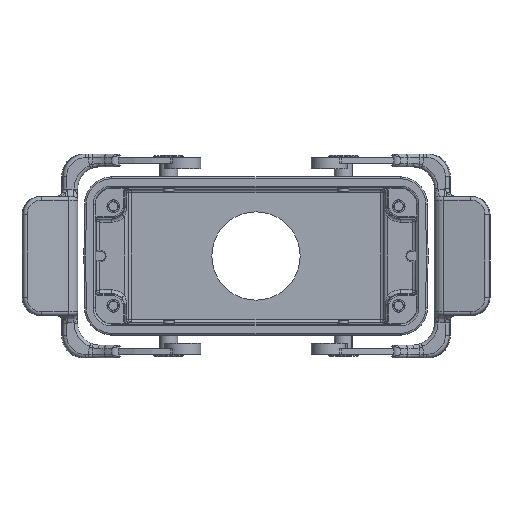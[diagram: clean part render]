
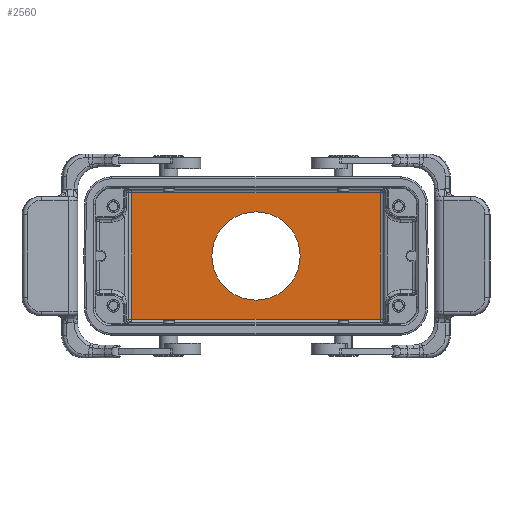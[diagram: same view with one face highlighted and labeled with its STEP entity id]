
A CAD part, front view. The second image highlights one B-rep face of the part: STEP entity #2560.
In plain terms, the highlighted planar face has unit normal (0, -1, 0).
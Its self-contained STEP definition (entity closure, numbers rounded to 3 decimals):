
#762=FACE_BOUND('',#4504,.T.);
#763=FACE_BOUND('',#4505,.T.);
#1759=CIRCLE('',#15044,12.);
#2560=ADVANCED_FACE('',(#762,#763),#2905,.F.);
#2905=PLANE('',#15045);
#4504=EDGE_LOOP('',(#8246));
#4505=EDGE_LOOP('',(#8247,#8248,#8249,#8250));
#8246=ORIENTED_EDGE('',*,*,#11709,.T.);
#8247=ORIENTED_EDGE('',*,*,#11710,.F.);
#8248=ORIENTED_EDGE('',*,*,#11591,.F.);
#8249=ORIENTED_EDGE('',*,*,#11708,.F.);
#8250=ORIENTED_EDGE('',*,*,#11711,.F.);
#9696=VERTEX_POINT('',#28803);
#9699=VERTEX_POINT('',#28810);
#9767=VERTEX_POINT('',#29479);
#9768=VERTEX_POINT('',#29485);
#9769=VERTEX_POINT('',#29487);
#11591=EDGE_CURVE('',#9696,#9699,#12665,.T.);
#11708=EDGE_CURVE('',#9767,#9696,#12710,.T.);
#11709=EDGE_CURVE('',#9768,#9768,#1759,.T.);
#11710=EDGE_CURVE('',#9699,#9769,#12711,.T.);
#11711=EDGE_CURVE('',#9769,#9767,#12712,.T.);
#12665=LINE('',#28819,#13585);
#12710=LINE('',#29482,#13630);
#12711=LINE('',#29486,#13631);
#12712=LINE('',#29488,#13632);
#13585=VECTOR('',#18510,1.);
#13630=VECTOR('',#18713,1.);
#13631=VECTOR('',#18718,1.);
#13632=VECTOR('',#18719,1.);
#15044=AXIS2_PLACEMENT_3D('',#29484,#18716,#18717);
#15045=AXIS2_PLACEMENT_3D('',#29489,#18720,#18721);
#18510=DIRECTION('',(1.,0.,0.));
#18713=DIRECTION('',(0.,0.,1.));
#18716=DIRECTION('',(0.,1.,0.));
#18717=DIRECTION('',(0.,0.,1.));
#18718=DIRECTION('',(0.,0.,-1.));
#18719=DIRECTION('',(-1.,0.,0.));
#18720=DIRECTION('',(0.,1.,0.));
#18721=DIRECTION('',(0.,0.,1.));
#28803=CARTESIAN_POINT('',(-33.75,12.212,17.142));
#28810=CARTESIAN_POINT('',(33.75,12.212,17.142));
#28819=CARTESIAN_POINT('',(-33.75,12.212,17.142));
#29479=CARTESIAN_POINT('',(-33.75,12.212,-17.142));
#29482=CARTESIAN_POINT('',(-33.75,12.212,-17.142));
#29484=CARTESIAN_POINT('',(0.,12.212,0.));
#29485=CARTESIAN_POINT('',(0.,12.212,12.));
#29486=CARTESIAN_POINT('',(33.75,12.212,17.142));
#29487=CARTESIAN_POINT('',(33.75,12.212,-17.142));
#29488=CARTESIAN_POINT('',(33.75,12.212,-17.142));
#29489=CARTESIAN_POINT('',(43.75,12.212,-18.5));
